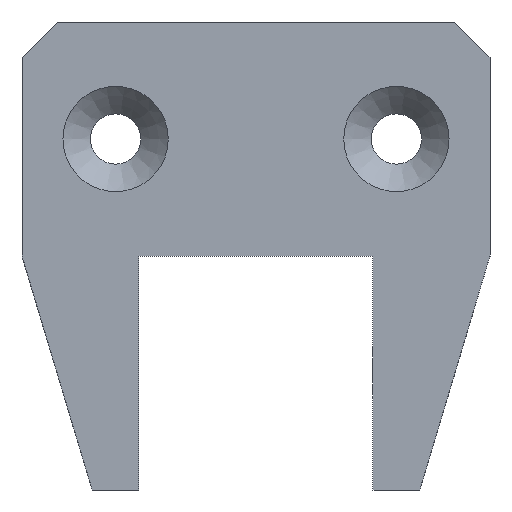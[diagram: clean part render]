
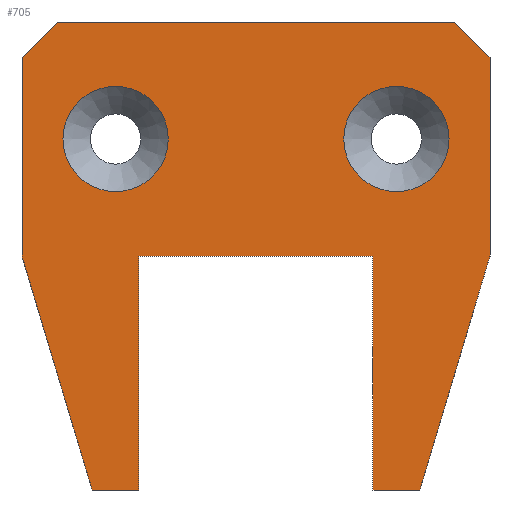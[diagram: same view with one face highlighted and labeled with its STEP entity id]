
A CAD part, left-side view. The second image highlights one B-rep face of the part: STEP entity #705.
In plain terms, the highlighted planar face has unit normal (-1, 0, 0).
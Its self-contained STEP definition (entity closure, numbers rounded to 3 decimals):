
#21=FACE_BOUND('',#107,.T.);
#22=FACE_BOUND('',#108,.T.);
#35=PLANE('',#763);
#66=FACE_OUTER_BOUND('',#106,.T.);
#106=EDGE_LOOP('',(#527,#528,#529,#530,#531,#532,#533,#534,#535,#536,#537,
#538));
#107=EDGE_LOOP('',(#539));
#108=EDGE_LOOP('',(#540));
#169=LINE('',#1058,#253);
#171=LINE('',#1062,#255);
#172=LINE('',#1064,#256);
#173=LINE('',#1066,#257);
#174=LINE('',#1068,#258);
#175=LINE('',#1070,#259);
#176=LINE('',#1072,#260);
#177=LINE('',#1074,#261);
#178=LINE('',#1076,#262);
#179=LINE('',#1078,#263);
#180=LINE('',#1080,#264);
#181=LINE('',#1081,#265);
#253=VECTOR('',#852,10.);
#255=VECTOR('',#856,10.);
#256=VECTOR('',#857,10.);
#257=VECTOR('',#858,10.);
#258=VECTOR('',#859,10.);
#259=VECTOR('',#860,10.);
#260=VECTOR('',#861,10.);
#261=VECTOR('',#862,10.);
#262=VECTOR('',#863,10.);
#263=VECTOR('',#864,10.);
#264=VECTOR('',#865,10.);
#265=VECTOR('',#866,10.);
#321=CIRCLE('',#764,4.5);
#322=CIRCLE('',#765,4.5);
#354=VERTEX_POINT('',#1055);
#355=VERTEX_POINT('',#1057);
#356=VERTEX_POINT('',#1061);
#357=VERTEX_POINT('',#1063);
#358=VERTEX_POINT('',#1065);
#359=VERTEX_POINT('',#1067);
#360=VERTEX_POINT('',#1069);
#361=VERTEX_POINT('',#1071);
#362=VERTEX_POINT('',#1073);
#363=VERTEX_POINT('',#1075);
#364=VERTEX_POINT('',#1077);
#365=VERTEX_POINT('',#1079);
#366=VERTEX_POINT('',#1082);
#367=VERTEX_POINT('',#1084);
#420=EDGE_CURVE('',#354,#355,#169,.T.);
#422=EDGE_CURVE('',#356,#354,#171,.T.);
#423=EDGE_CURVE('',#357,#356,#172,.T.);
#424=EDGE_CURVE('',#358,#357,#173,.T.);
#425=EDGE_CURVE('',#358,#359,#174,.T.);
#426=EDGE_CURVE('',#359,#360,#175,.T.);
#427=EDGE_CURVE('',#360,#361,#176,.T.);
#428=EDGE_CURVE('',#361,#362,#177,.T.);
#429=EDGE_CURVE('',#362,#363,#178,.T.);
#430=EDGE_CURVE('',#363,#364,#179,.T.);
#431=EDGE_CURVE('',#364,#365,#180,.T.);
#432=EDGE_CURVE('',#365,#355,#181,.T.);
#433=EDGE_CURVE('',#366,#366,#321,.T.);
#434=EDGE_CURVE('',#367,#367,#322,.T.);
#527=ORIENTED_EDGE('',*,*,#420,.F.);
#528=ORIENTED_EDGE('',*,*,#422,.F.);
#529=ORIENTED_EDGE('',*,*,#423,.F.);
#530=ORIENTED_EDGE('',*,*,#424,.F.);
#531=ORIENTED_EDGE('',*,*,#425,.T.);
#532=ORIENTED_EDGE('',*,*,#426,.T.);
#533=ORIENTED_EDGE('',*,*,#427,.T.);
#534=ORIENTED_EDGE('',*,*,#428,.T.);
#535=ORIENTED_EDGE('',*,*,#429,.T.);
#536=ORIENTED_EDGE('',*,*,#430,.T.);
#537=ORIENTED_EDGE('',*,*,#431,.T.);
#538=ORIENTED_EDGE('',*,*,#432,.T.);
#539=ORIENTED_EDGE('',*,*,#433,.F.);
#540=ORIENTED_EDGE('',*,*,#434,.F.);
#705=ADVANCED_FACE('',(#66,#21,#22),#35,.T.);
#763=AXIS2_PLACEMENT_3D('',#1060,#854,#855);
#764=AXIS2_PLACEMENT_3D('',#1083,#867,#868);
#765=AXIS2_PLACEMENT_3D('',#1085,#869,#870);
#852=DIRECTION('',(0.,-0.707,-0.707));
#854=DIRECTION('center_axis',(-1.,0.,0.));
#855=DIRECTION('ref_axis',(0.,-1.,0.));
#856=DIRECTION('',(0.,-1.,0.));
#857=DIRECTION('',(0.,-0.707,0.707));
#858=DIRECTION('',(0.,0.,1.));
#859=DIRECTION('',(0.,-0.287,-0.958));
#860=DIRECTION('',(0.,-1.,0.));
#861=DIRECTION('',(0.,0.,1.));
#862=DIRECTION('',(0.,-1.,0.));
#863=DIRECTION('',(0.,0.,-1.));
#864=DIRECTION('',(0.,-1.,0.));
#865=DIRECTION('',(0.,-0.287,0.958));
#866=DIRECTION('',(0.,0.,1.));
#867=DIRECTION('center_axis',(-1.,0.,0.));
#868=DIRECTION('ref_axis',(0.,1.,0.));
#869=DIRECTION('center_axis',(-1.,0.,0.));
#870=DIRECTION('ref_axis',(0.,1.,0.));
#1055=CARTESIAN_POINT('',(0.,3.,40.));
#1057=CARTESIAN_POINT('',(0.,0.,37.));
#1058=CARTESIAN_POINT('',(0.,1.5,38.5));
#1060=CARTESIAN_POINT('Origin',(0.,40.,0.));
#1061=CARTESIAN_POINT('',(0.,37.,40.));
#1062=CARTESIAN_POINT('',(0.,40.,40.));
#1063=CARTESIAN_POINT('',(0.,40.,37.));
#1064=CARTESIAN_POINT('',(0.,48.5,28.5));
#1065=CARTESIAN_POINT('',(0.,40.,20.));
#1066=CARTESIAN_POINT('',(0.,40.,0.));
#1067=CARTESIAN_POINT('',(0.,34.,0.));
#1068=CARTESIAN_POINT('',(0.,34.248,0.826));
#1069=CARTESIAN_POINT('',(0.,30.,0.));
#1070=CARTESIAN_POINT('',(0.,40.,0.));
#1071=CARTESIAN_POINT('',(0.,30.,20.));
#1072=CARTESIAN_POINT('',(0.,30.,10.));
#1073=CARTESIAN_POINT('',(0.,10.,20.));
#1074=CARTESIAN_POINT('',(0.,25.,20.));
#1075=CARTESIAN_POINT('',(0.,10.,0.));
#1076=CARTESIAN_POINT('',(0.,10.,0.));
#1077=CARTESIAN_POINT('',(0.,6.,0.));
#1078=CARTESIAN_POINT('',(0.,40.,0.));
#1079=CARTESIAN_POINT('',(0.,0.,20.));
#1080=CARTESIAN_POINT('',(0.,4.404,5.321));
#1081=CARTESIAN_POINT('',(0.,0.,0.));
#1082=CARTESIAN_POINT('',(0.,27.5,30.));
#1083=CARTESIAN_POINT('Origin',(0.,32.,30.));
#1084=CARTESIAN_POINT('',(0.,3.5,30.));
#1085=CARTESIAN_POINT('Origin',(0.,8.,30.));
